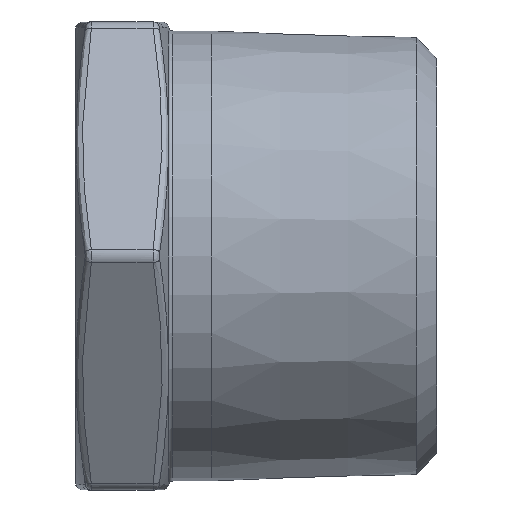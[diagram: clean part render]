
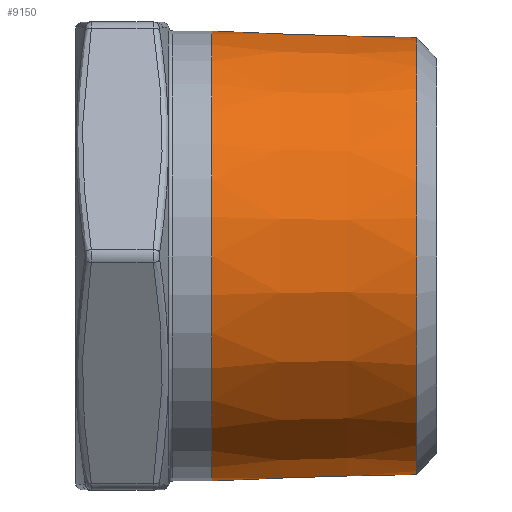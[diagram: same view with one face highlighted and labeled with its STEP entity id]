
A CAD part, front view. The second image highlights one B-rep face of the part: STEP entity #9150.
In plain terms, the highlighted conical face has half-angle 1.79 degrees and reference radius 16.625 mm.
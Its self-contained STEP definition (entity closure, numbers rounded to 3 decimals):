
#601 = CONICAL_SURFACE ( 'NONE', #12055, 16.625, 0.031 ) ;
#713 = DIRECTION ( 'NONE',  ( 1., 0., 0. ) ) ;
#1573 = FACE_OUTER_BOUND ( 'NONE', #7038, .T. ) ;
#1972 = DIRECTION ( 'NONE',  ( 0., 1., 0. ) ) ;
#2105 = AXIS2_PLACEMENT_3D ( 'NONE', #2748, #11302, #5315 ) ;
#2517 = ORIENTED_EDGE ( 'NONE', *, *, #8725, .T. ) ;
#2748 = CARTESIAN_POINT ( 'NONE',  ( 25.521, 0., 0. ) ) ;
#2913 = EDGE_LOOP ( 'NONE', ( #2517 ) ) ;
#4305 = DIRECTION ( 'NONE',  ( 0., -1., 0. ) ) ;
#4612 = ORIENTED_EDGE ( 'NONE', *, *, #12983, .T. ) ;
#5315 = DIRECTION ( 'NONE',  ( 0., 1., 0. ) ) ;
#5507 = CARTESIAN_POINT ( 'NONE',  ( 10.2, 0., 0. ) ) ;
#6435 = AXIS2_PLACEMENT_3D ( 'NONE', #5507, #713, #1972 ) ;
#7038 = EDGE_LOOP ( 'NONE', ( #4612 ) ) ;
#7065 = CARTESIAN_POINT ( 'NONE',  ( 10.2, 16.825, 0. ) ) ;
#7874 = CARTESIAN_POINT ( 'NONE',  ( 25.521, 16.346, 0. ) ) ;
#8220 = CIRCLE ( 'NONE', #6435, 16.825 ) ;
#8725 = EDGE_CURVE ( 'NONE', #14954, #14954, #12041, .T. ) ;
#9150 = ADVANCED_FACE ( 'NONE', ( #11326, #1573 ), #601, .T. ) ;
#9436 = VERTEX_POINT ( 'NONE', #7065 ) ;
#10368 = DIRECTION ( 'NONE',  ( -1., 0., 0. ) ) ;
#11302 = DIRECTION ( 'NONE',  ( -1., 0., 0. ) ) ;
#11326 = FACE_BOUND ( 'NONE', #2913, .T. ) ;
#12041 = CIRCLE ( 'NONE', #2105, 16.346 ) ;
#12055 = AXIS2_PLACEMENT_3D ( 'NONE', #13875, #10368, #4305 ) ;
#12983 = EDGE_CURVE ( 'NONE', #9436, #9436, #8220, .T. ) ;
#13875 = CARTESIAN_POINT ( 'NONE',  ( 16.6, 0., 0. ) ) ;
#14954 = VERTEX_POINT ( 'NONE', #7874 ) ;
